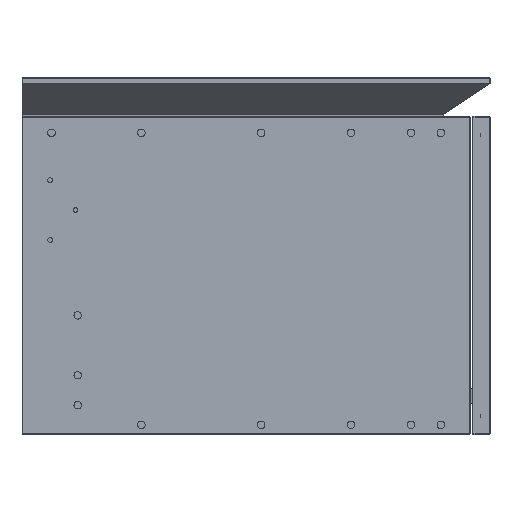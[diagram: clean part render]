
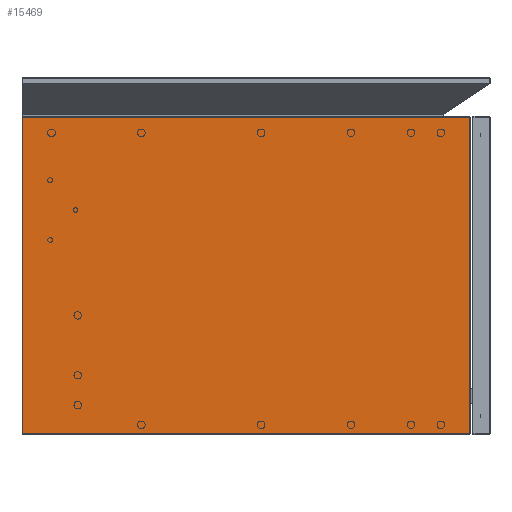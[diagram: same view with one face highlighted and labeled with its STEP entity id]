
A CAD part, left-side view. The second image highlights one B-rep face of the part: STEP entity #15469.
In plain terms, the highlighted planar face has unit normal (-1, 0, 0).
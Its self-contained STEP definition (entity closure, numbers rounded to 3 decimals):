
#15374=CARTESIAN_POINT('',(-171.565,10021.566,-0.8));
#15375=VERTEX_POINT('',#15374);
#15382=CARTESIAN_POINT('',(-171.565,9543.366,-0.8));
#15383=VERTEX_POINT('',#15382);
#15384=CARTESIAN_POINT('',(-171.565,10021.566,-0.8));
#15385=DIRECTION('',(0.0,-1.0,0.0));
#15386=VECTOR('',#15385,478.2);
#15387=LINE('',#15384,#15386);
#15388=EDGE_CURVE('',#15375,#15383,#15387,.T.);
#15405=CARTESIAN_POINT('',(-171.565,9543.366,-339.2));
#15406=VERTEX_POINT('',#15405);
#15407=CARTESIAN_POINT('',(-171.565,9543.366,-0.8));
#15408=DIRECTION('',(0.0,0.0,-1.0));
#15409=VECTOR('',#15408,338.4);
#15410=LINE('',#15407,#15409);
#15411=EDGE_CURVE('',#15383,#15406,#15410,.T.);
#15446=CARTESIAN_POINT('',(-171.565,9782.466,-0.799));
#15447=DIRECTION('',(-1.0,0.0,0.0));
#15448=DIRECTION('',(0.0,0.0,1.0));
#15449=AXIS2_PLACEMENT_3D('',#15446,#15447,#15448);
#15450=PLANE('',#15449);
#15451=ORIENTED_EDGE('',*,*,#15388,.F.);
#15452=CARTESIAN_POINT('',(-171.565,10021.566,-339.2));
#15453=VERTEX_POINT('',#15452);
#15454=CARTESIAN_POINT('',(-171.565,10021.566,-339.2));
#15455=DIRECTION('',(0.0,0.0,1.0));
#15456=VECTOR('',#15455,338.4);
#15457=LINE('',#15454,#15456);
#15458=EDGE_CURVE('',#15453,#15375,#15457,.T.);
#15459=ORIENTED_EDGE('',*,*,#15458,.F.);
#15460=CARTESIAN_POINT('',(-171.565,9543.366,-339.2));
#15461=DIRECTION('',(0.0,1.0,0.0));
#15462=VECTOR('',#15461,478.2);
#15463=LINE('',#15460,#15462);
#15464=EDGE_CURVE('',#15406,#15453,#15463,.T.);
#15465=ORIENTED_EDGE('',*,*,#15464,.F.);
#15466=ORIENTED_EDGE('',*,*,#15411,.F.);
#15467=EDGE_LOOP('',(#15451,#15459,#15465,#15466));
#15468=FACE_OUTER_BOUND('',#15467,.T.);
#15469=ADVANCED_FACE('',(#15468),#15450,.T.);
